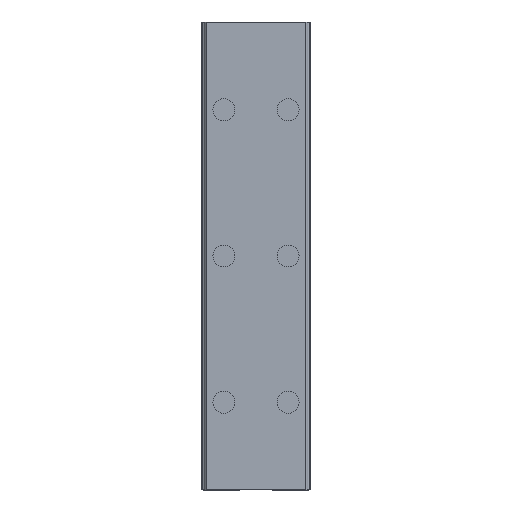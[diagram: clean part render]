
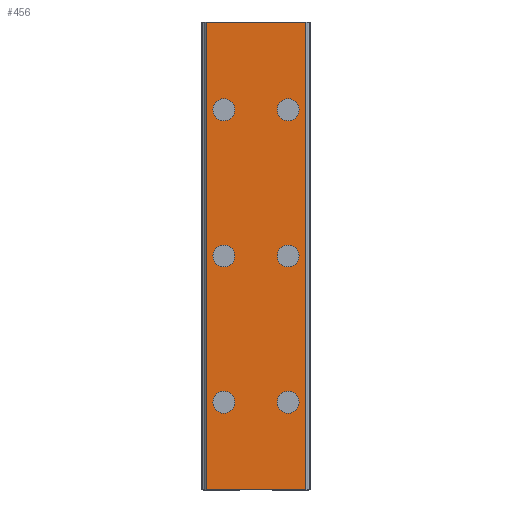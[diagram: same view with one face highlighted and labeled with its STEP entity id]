
A CAD part, top view. The second image highlights one B-rep face of the part: STEP entity #456.
In plain terms, the highlighted planar face has unit normal (0, 0, 1).
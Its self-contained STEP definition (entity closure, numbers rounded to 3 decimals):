
#456=ADVANCED_FACE('',(#938,#939,#940,#941,#942,#943,#944),#945,.T.);
#938=FACE_BOUND('',#1439,.T.);
#939=FACE_BOUND('',#1440,.T.);
#940=FACE_BOUND('',#1441,.T.);
#941=FACE_BOUND('',#1442,.T.);
#942=FACE_BOUND('',#1443,.T.);
#943=FACE_BOUND('',#1444,.T.);
#944=FACE_OUTER_BOUND('',#1445,.T.);
#945=PLANE('',#1446);
#1439=EDGE_LOOP('',(#2758,#2759));
#1440=EDGE_LOOP('',(#2760,#2761));
#1441=EDGE_LOOP('',(#2762,#2763));
#1442=EDGE_LOOP('',(#2764,#2765));
#1443=EDGE_LOOP('',(#2766,#2767));
#1444=EDGE_LOOP('',(#2768,#2769));
#1445=EDGE_LOOP('',(#2770,#2771,#2772,#2773));
#1446=AXIS2_PLACEMENT_3D('',#2774,#2775,#2776);
#2758=ORIENTED_EDGE('',*,*,#2993,.T.);
#2759=ORIENTED_EDGE('',*,*,#3381,.T.);
#2760=ORIENTED_EDGE('',*,*,#2983,.T.);
#2761=ORIENTED_EDGE('',*,*,#3387,.T.);
#2762=ORIENTED_EDGE('',*,*,#2973,.T.);
#2763=ORIENTED_EDGE('',*,*,#3393,.T.);
#2764=ORIENTED_EDGE('',*,*,#2963,.T.);
#2765=ORIENTED_EDGE('',*,*,#3399,.T.);
#2766=ORIENTED_EDGE('',*,*,#2953,.T.);
#2767=ORIENTED_EDGE('',*,*,#3405,.T.);
#2768=ORIENTED_EDGE('',*,*,#2943,.T.);
#2769=ORIENTED_EDGE('',*,*,#3411,.T.);
#2770=ORIENTED_EDGE('',*,*,#3362,.T.);
#2771=ORIENTED_EDGE('',*,*,#3454,.F.);
#2772=ORIENTED_EDGE('',*,*,#3236,.F.);
#2773=ORIENTED_EDGE('',*,*,#3452,.T.);
#2774=CARTESIAN_POINT('',(0.,160.0,11.));
#2775=DIRECTION('',(0.0,0.0,1.0));
#2776=DIRECTION('',(-1.0,0.0,-0.0));
#2943=EDGE_CURVE('',#3506,#3503,#3507,.T.);
#2953=EDGE_CURVE('',#3524,#3521,#3525,.T.);
#2963=EDGE_CURVE('',#3542,#3539,#3543,.T.);
#2973=EDGE_CURVE('',#3560,#3557,#3561,.T.);
#2983=EDGE_CURVE('',#3578,#3575,#3579,.T.);
#2993=EDGE_CURVE('',#3596,#3593,#3597,.T.);
#3236=EDGE_CURVE('',#3959,#3961,#3962,.T.);
#3362=EDGE_CURVE('',#4168,#4166,#4169,.T.);
#3381=EDGE_CURVE('',#3593,#3596,#4204,.T.);
#3387=EDGE_CURVE('',#3575,#3578,#4210,.T.);
#3393=EDGE_CURVE('',#3557,#3560,#4216,.T.);
#3399=EDGE_CURVE('',#3539,#3542,#4222,.T.);
#3405=EDGE_CURVE('',#3521,#3524,#4228,.T.);
#3411=EDGE_CURVE('',#3503,#3506,#4234,.T.);
#3452=EDGE_CURVE('',#3959,#4168,#4275,.T.);
#3454=EDGE_CURVE('',#3961,#4166,#4277,.T.);
#3503=VERTEX_POINT('',#4328);
#3506=VERTEX_POINT('',#4332);
#3507=CIRCLE('',#4333,3.75);
#3521=VERTEX_POINT('',#4350);
#3524=VERTEX_POINT('',#4354);
#3525=CIRCLE('',#4355,3.75);
#3539=VERTEX_POINT('',#4372);
#3542=VERTEX_POINT('',#4376);
#3543=CIRCLE('',#4377,3.75);
#3557=VERTEX_POINT('',#4394);
#3560=VERTEX_POINT('',#4398);
#3561=CIRCLE('',#4399,3.75);
#3575=VERTEX_POINT('',#4416);
#3578=VERTEX_POINT('',#4420);
#3579=CIRCLE('',#4421,3.75);
#3593=VERTEX_POINT('',#4438);
#3596=VERTEX_POINT('',#4442);
#3597=CIRCLE('',#4443,3.75);
#3959=VERTEX_POINT('',#4941);
#3961=VERTEX_POINT('',#4944);
#3962=LINE('',#4945,#4946);
#4166=VERTEX_POINT('',#5232);
#4168=VERTEX_POINT('',#5235);
#4169=LINE('',#5236,#5237);
#4204=CIRCLE('',#5280,3.75);
#4210=CIRCLE('',#5286,3.75);
#4216=CIRCLE('',#5292,3.75);
#4222=CIRCLE('',#5298,3.75);
#4228=CIRCLE('',#5304,3.75);
#4234=CIRCLE('',#5310,3.75);
#4275=LINE('',#5369,#5370);
#4277=LINE('',#5372,#5373);
#4328=CARTESIAN_POINT('',(-7.25,30.0,11.));
#4332=CARTESIAN_POINT('',(-14.75,30.0,11.));
#4333=AXIS2_PLACEMENT_3D('',#5439,#5440,#5441);
#4350=CARTESIAN_POINT('',(-7.25,80.0,11.));
#4354=CARTESIAN_POINT('',(-14.75,80.0,11.));
#4355=AXIS2_PLACEMENT_3D('',#5455,#5456,#5457);
#4372=CARTESIAN_POINT('',(-7.25,130.0,11.));
#4376=CARTESIAN_POINT('',(-14.75,130.0,11.));
#4377=AXIS2_PLACEMENT_3D('',#5471,#5472,#5473);
#4394=CARTESIAN_POINT('',(14.75,30.0,11.));
#4398=CARTESIAN_POINT('',(7.25,30.0,11.));
#4399=AXIS2_PLACEMENT_3D('',#5487,#5488,#5489);
#4416=CARTESIAN_POINT('',(14.75,80.0,11.));
#4420=CARTESIAN_POINT('',(7.25,80.0,11.));
#4421=AXIS2_PLACEMENT_3D('',#5503,#5504,#5505);
#4438=CARTESIAN_POINT('',(14.75,130.0,11.));
#4442=CARTESIAN_POINT('',(7.25,130.0,11.));
#4443=AXIS2_PLACEMENT_3D('',#5519,#5520,#5521);
#4941=CARTESIAN_POINT('',(-17.061,160.0,11.));
#4944=CARTESIAN_POINT('',(17.061,160.0,11.));
#4945=CARTESIAN_POINT('',(-17.061,160.0,11.));
#4946=VECTOR('',#5779,1.0);
#5232=CARTESIAN_POINT('',(17.061,0.0,11.));
#5235=CARTESIAN_POINT('',(-17.061,0.0,11.));
#5236=CARTESIAN_POINT('',(-17.061,0.0,11.));
#5237=VECTOR('',#5917,1.0);
#5280=AXIS2_PLACEMENT_3D('',#5953,#5954,#5955);
#5286=AXIS2_PLACEMENT_3D('',#5962,#5963,#5964);
#5292=AXIS2_PLACEMENT_3D('',#5971,#5972,#5973);
#5298=AXIS2_PLACEMENT_3D('',#5980,#5981,#5982);
#5304=AXIS2_PLACEMENT_3D('',#5989,#5990,#5991);
#5310=AXIS2_PLACEMENT_3D('',#5998,#5999,#6000);
#5369=CARTESIAN_POINT('',(-17.061,160.0,11.));
#5370=VECTOR('',#6025,1.0);
#5372=CARTESIAN_POINT('',(17.061,160.0,11.));
#5373=VECTOR('',#6026,1.0);
#5439=CARTESIAN_POINT('',(-11.0,30.0,11.));
#5440=DIRECTION('',(0.0,0.0,-1.0));
#5441=DIRECTION('',(1.0,0.0,0.0));
#5455=CARTESIAN_POINT('',(-11.0,80.0,11.));
#5456=DIRECTION('',(0.0,0.0,-1.0));
#5457=DIRECTION('',(1.0,0.0,0.0));
#5471=CARTESIAN_POINT('',(-11.0,130.0,11.));
#5472=DIRECTION('',(0.0,0.0,-1.0));
#5473=DIRECTION('',(1.0,0.0,0.0));
#5487=CARTESIAN_POINT('',(11.0,30.0,11.));
#5488=DIRECTION('',(0.0,0.0,-1.0));
#5489=DIRECTION('',(1.0,0.0,0.0));
#5503=CARTESIAN_POINT('',(11.0,80.0,11.));
#5504=DIRECTION('',(0.0,0.0,-1.0));
#5505=DIRECTION('',(1.0,0.0,0.0));
#5519=CARTESIAN_POINT('',(11.0,130.0,11.));
#5520=DIRECTION('',(0.0,0.0,-1.0));
#5521=DIRECTION('',(1.0,0.0,0.0));
#5779=DIRECTION('',(1.0,0.0,0.0));
#5917=DIRECTION('',(1.0,0.0,0.0));
#5953=CARTESIAN_POINT('',(11.0,130.0,11.));
#5954=DIRECTION('',(0.0,0.0,-1.0));
#5955=DIRECTION('',(1.0,0.0,0.0));
#5962=CARTESIAN_POINT('',(11.0,80.0,11.));
#5963=DIRECTION('',(0.0,0.0,-1.0));
#5964=DIRECTION('',(1.0,0.0,0.0));
#5971=CARTESIAN_POINT('',(11.0,30.0,11.));
#5972=DIRECTION('',(0.0,0.0,-1.0));
#5973=DIRECTION('',(1.0,0.0,0.0));
#5980=CARTESIAN_POINT('',(-11.0,130.0,11.));
#5981=DIRECTION('',(0.0,0.0,-1.0));
#5982=DIRECTION('',(1.0,0.0,0.0));
#5989=CARTESIAN_POINT('',(-11.0,80.0,11.));
#5990=DIRECTION('',(0.0,0.0,-1.0));
#5991=DIRECTION('',(1.0,0.0,0.0));
#5998=CARTESIAN_POINT('',(-11.0,30.0,11.));
#5999=DIRECTION('',(0.0,0.0,-1.0));
#6000=DIRECTION('',(1.0,0.0,0.0));
#6025=DIRECTION('',(0.0,-1.0,0.0));
#6026=DIRECTION('',(0.0,-1.0,0.0));
